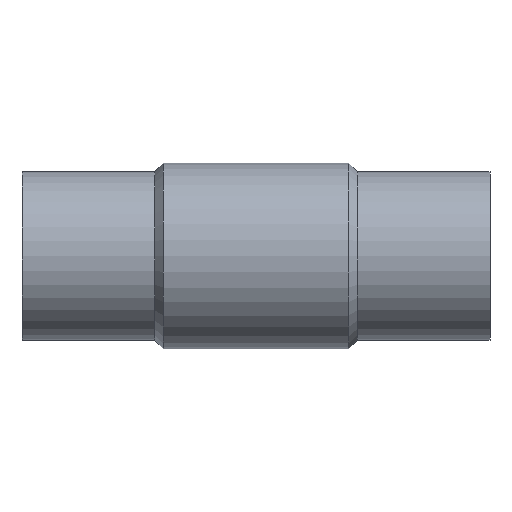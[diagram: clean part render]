
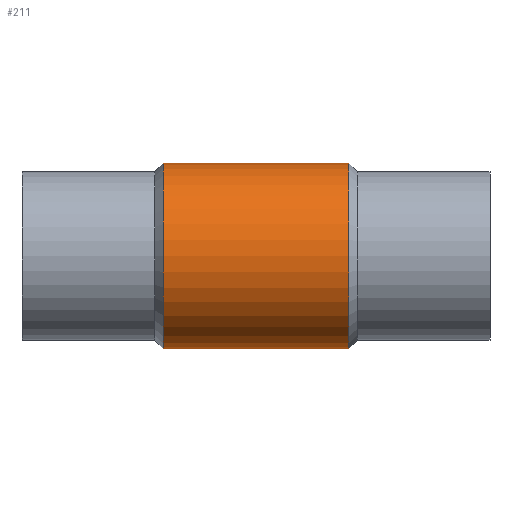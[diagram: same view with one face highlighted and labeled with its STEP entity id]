
A CAD part, top view. The second image highlights one B-rep face of the part: STEP entity #211.
In plain terms, the highlighted cylindrical face has radius 60.5 mm (diameter 121 mm), a full revolution.
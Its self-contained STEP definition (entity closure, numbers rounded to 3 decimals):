
#25=FACE_OUTER_BOUND('',#38,.T.);
#38=EDGE_LOOP('',(#149,#150,#151,#152,#153,#154,#155,#156,#157));
#56=B_SPLINE_CURVE_WITH_KNOTS('',3,(#416,#417,#418,#419,#420,#421,#422,
#423,#424,#425,#426,#427,#428,#429,#430,#431,#432,#433,#434,#435,#436,#437,
#438,#439,#440,#441,#442,#443,#444,#445,#446,#447,#448,#449),
 .UNSPECIFIED.,.F.,.F.,(4,2,2,2,2,2,2,2,2,2,2,2,2,2,2,2,4),(5.368,
6.037,6.707,7.376,8.045,8.718,
9.391,10.064,10.736,11.409,12.082,
12.755,13.427,14.097,14.766,15.435,
16.105),.UNSPECIFIED.);
#57=B_SPLINE_CURVE_WITH_KNOTS('',3,(#454,#455,#456,#457,#458,#459,#460,
#461,#462,#463,#464,#465,#466,#467,#468,#469,#470,#471),.UNSPECIFIED.,.F.,
 .F.,(4,2,2,2,2,2,2,2,4),(16.105,16.774,17.443,
18.112,18.782,19.454,20.127,20.8,
21.473),.UNSPECIFIED.);
#58=B_SPLINE_CURVE_WITH_KNOTS('',3,(#472,#473,#474,#475,#476,#477,#478,
#479,#480,#481,#482,#483,#484,#485,#486,#487,#488,#489),.UNSPECIFIED.,.F.,
 .F.,(4,2,2,2,2,2,2,2,4),(0.,0.673,1.346,2.018,
2.691,3.36,4.03,4.699,5.368),
 .UNSPECIFIED.);
#60=LINE('',#414,#72);
#61=LINE('',#451,#73);
#72=VECTOR('',#279,60.5);
#73=VECTOR('',#280,60.5);
#84=CIRCLE('',#246,60.5);
#85=CIRCLE('',#247,60.5);
#99=VERTEX_POINT('',#411);
#100=VERTEX_POINT('',#413);
#101=VERTEX_POINT('',#415);
#102=VERTEX_POINT('',#450);
#103=VERTEX_POINT('',#453);
#118=EDGE_CURVE('',#99,#99,#84,.T.);
#119=EDGE_CURVE('',#99,#100,#60,.T.);
#120=EDGE_CURVE('',#100,#101,#56,.T.);
#121=EDGE_CURVE('',#101,#102,#61,.T.);
#122=EDGE_CURVE('',#102,#102,#85,.T.);
#123=EDGE_CURVE('',#101,#103,#57,.T.);
#124=EDGE_CURVE('',#103,#100,#58,.T.);
#149=ORIENTED_EDGE('',*,*,#118,.F.);
#150=ORIENTED_EDGE('',*,*,#119,.T.);
#151=ORIENTED_EDGE('',*,*,#120,.T.);
#152=ORIENTED_EDGE('',*,*,#121,.T.);
#153=ORIENTED_EDGE('',*,*,#122,.T.);
#154=ORIENTED_EDGE('',*,*,#121,.F.);
#155=ORIENTED_EDGE('',*,*,#123,.T.);
#156=ORIENTED_EDGE('',*,*,#124,.T.);
#157=ORIENTED_EDGE('',*,*,#119,.F.);
#204=CYLINDRICAL_SURFACE('',#245,60.5);
#211=ADVANCED_FACE('',(#25),#204,.T.);
#245=AXIS2_PLACEMENT_3D('',#410,#275,#276);
#246=AXIS2_PLACEMENT_3D('',#412,#277,#278);
#247=AXIS2_PLACEMENT_3D('',#452,#281,#282);
#275=DIRECTION('center_axis',(-1.,0.,0.));
#276=DIRECTION('ref_axis',(0.,0.,1.));
#277=DIRECTION('center_axis',(-1.,0.,0.));
#278=DIRECTION('ref_axis',(0.,0.,1.));
#279=DIRECTION('',(1.,0.,0.));
#280=DIRECTION('',(1.,0.,0.));
#281=DIRECTION('center_axis',(-1.,0.,0.));
#282=DIRECTION('ref_axis',(0.,0.,1.));
#410=CARTESIAN_POINT('Origin',(0.,0.,0.));
#411=CARTESIAN_POINT('',(-60.5,0.,-60.5));
#412=CARTESIAN_POINT('Origin',(-60.5,0.,0.));
#413=CARTESIAN_POINT('',(-34.65,0.,-60.5));
#414=CARTESIAN_POINT('',(0.,0.,-60.5));
#415=CARTESIAN_POINT('',(34.65,0.,-60.5));
#416=CARTESIAN_POINT('Ctrl Pts',(-34.65,0.,-60.5));
#417=CARTESIAN_POINT('Ctrl Pts',(-34.65,-2.231,-60.5));
#418=CARTESIAN_POINT('Ctrl Pts',(-34.431,-4.522,-60.374));
#419=CARTESIAN_POINT('Ctrl Pts',(-33.528,-9.046,-59.863));
#420=CARTESIAN_POINT('Ctrl Pts',(-32.844,-11.28,-59.479));
#421=CARTESIAN_POINT('Ctrl Pts',(-31.058,-15.535,-58.512));
#422=CARTESIAN_POINT('Ctrl Pts',(-29.955,-17.562,-57.929));
#423=CARTESIAN_POINT('Ctrl Pts',(-27.429,-21.292,-56.664));
#424=CARTESIAN_POINT('Ctrl Pts',(-26.007,-22.996,-55.984));
#425=CARTESIAN_POINT('Ctrl Pts',(-22.988,-26.014,-54.646));
#426=CARTESIAN_POINT('Ctrl Pts',(-21.28,-27.438,-53.939));
#427=CARTESIAN_POINT('Ctrl Pts',(-17.551,-29.961,-52.58));
#428=CARTESIAN_POINT('Ctrl Pts',(-15.53,-31.06,-51.929));
#429=CARTESIAN_POINT('Ctrl Pts',(-11.286,-32.841,-50.821));
#430=CARTESIAN_POINT('Ctrl Pts',(-9.058,-33.524,-50.365));
#431=CARTESIAN_POINT('Ctrl Pts',(-4.537,-34.429,-49.751));
#432=CARTESIAN_POINT('Ctrl Pts',(-2.243,-34.65,-49.595));
#433=CARTESIAN_POINT('Ctrl Pts',(2.243,-34.65,-49.595));
#434=CARTESIAN_POINT('Ctrl Pts',(4.537,-34.429,-49.751));
#435=CARTESIAN_POINT('Ctrl Pts',(9.058,-33.524,-50.365));
#436=CARTESIAN_POINT('Ctrl Pts',(11.286,-32.841,-50.821));
#437=CARTESIAN_POINT('Ctrl Pts',(15.53,-31.06,-51.929));
#438=CARTESIAN_POINT('Ctrl Pts',(17.551,-29.961,-52.58));
#439=CARTESIAN_POINT('Ctrl Pts',(21.28,-27.438,-53.939));
#440=CARTESIAN_POINT('Ctrl Pts',(22.988,-26.014,-54.646));
#441=CARTESIAN_POINT('Ctrl Pts',(26.007,-22.996,-55.984));
#442=CARTESIAN_POINT('Ctrl Pts',(27.429,-21.292,-56.664));
#443=CARTESIAN_POINT('Ctrl Pts',(29.955,-17.562,-57.929));
#444=CARTESIAN_POINT('Ctrl Pts',(31.058,-15.535,-58.512));
#445=CARTESIAN_POINT('Ctrl Pts',(32.844,-11.28,-59.479));
#446=CARTESIAN_POINT('Ctrl Pts',(33.528,-9.046,-59.863));
#447=CARTESIAN_POINT('Ctrl Pts',(34.431,-4.522,-60.374));
#448=CARTESIAN_POINT('Ctrl Pts',(34.65,-2.231,-60.5));
#449=CARTESIAN_POINT('Ctrl Pts',(34.65,0.,-60.5));
#450=CARTESIAN_POINT('',(60.5,0.,-60.5));
#451=CARTESIAN_POINT('',(0.,0.,-60.5));
#452=CARTESIAN_POINT('Origin',(60.5,0.,0.));
#453=CARTESIAN_POINT('',(0.,34.65,-49.595));
#454=CARTESIAN_POINT('Ctrl Pts',(34.65,0.,-60.5));
#455=CARTESIAN_POINT('Ctrl Pts',(34.65,2.231,-60.5));
#456=CARTESIAN_POINT('Ctrl Pts',(34.431,4.522,-60.374));
#457=CARTESIAN_POINT('Ctrl Pts',(33.528,9.046,-59.863));
#458=CARTESIAN_POINT('Ctrl Pts',(32.844,11.28,-59.479));
#459=CARTESIAN_POINT('Ctrl Pts',(31.058,15.535,-58.512));
#460=CARTESIAN_POINT('Ctrl Pts',(29.955,17.562,-57.929));
#461=CARTESIAN_POINT('Ctrl Pts',(27.429,21.292,-56.664));
#462=CARTESIAN_POINT('Ctrl Pts',(26.007,22.996,-55.984));
#463=CARTESIAN_POINT('Ctrl Pts',(22.988,26.014,-54.646));
#464=CARTESIAN_POINT('Ctrl Pts',(21.28,27.438,-53.939));
#465=CARTESIAN_POINT('Ctrl Pts',(17.551,29.961,-52.58));
#466=CARTESIAN_POINT('Ctrl Pts',(15.53,31.06,-51.929));
#467=CARTESIAN_POINT('Ctrl Pts',(11.286,32.841,-50.821));
#468=CARTESIAN_POINT('Ctrl Pts',(9.058,33.524,-50.365));
#469=CARTESIAN_POINT('Ctrl Pts',(4.537,34.429,-49.751));
#470=CARTESIAN_POINT('Ctrl Pts',(2.243,34.65,-49.595));
#471=CARTESIAN_POINT('Ctrl Pts',(0.,34.65,-49.595));
#472=CARTESIAN_POINT('Ctrl Pts',(0.,34.65,-49.595));
#473=CARTESIAN_POINT('Ctrl Pts',(-2.243,34.65,-49.595));
#474=CARTESIAN_POINT('Ctrl Pts',(-4.537,34.429,-49.751));
#475=CARTESIAN_POINT('Ctrl Pts',(-9.058,33.524,-50.365));
#476=CARTESIAN_POINT('Ctrl Pts',(-11.286,32.841,-50.821));
#477=CARTESIAN_POINT('Ctrl Pts',(-15.53,31.06,-51.929));
#478=CARTESIAN_POINT('Ctrl Pts',(-17.551,29.961,-52.58));
#479=CARTESIAN_POINT('Ctrl Pts',(-21.28,27.438,-53.939));
#480=CARTESIAN_POINT('Ctrl Pts',(-22.988,26.014,-54.646));
#481=CARTESIAN_POINT('Ctrl Pts',(-26.007,22.996,-55.984));
#482=CARTESIAN_POINT('Ctrl Pts',(-27.429,21.292,-56.664));
#483=CARTESIAN_POINT('Ctrl Pts',(-29.955,17.562,-57.929));
#484=CARTESIAN_POINT('Ctrl Pts',(-31.058,15.535,-58.512));
#485=CARTESIAN_POINT('Ctrl Pts',(-32.844,11.28,-59.479));
#486=CARTESIAN_POINT('Ctrl Pts',(-33.528,9.046,-59.863));
#487=CARTESIAN_POINT('Ctrl Pts',(-34.431,4.522,-60.374));
#488=CARTESIAN_POINT('Ctrl Pts',(-34.65,2.231,-60.5));
#489=CARTESIAN_POINT('Ctrl Pts',(-34.65,0.,-60.5));
